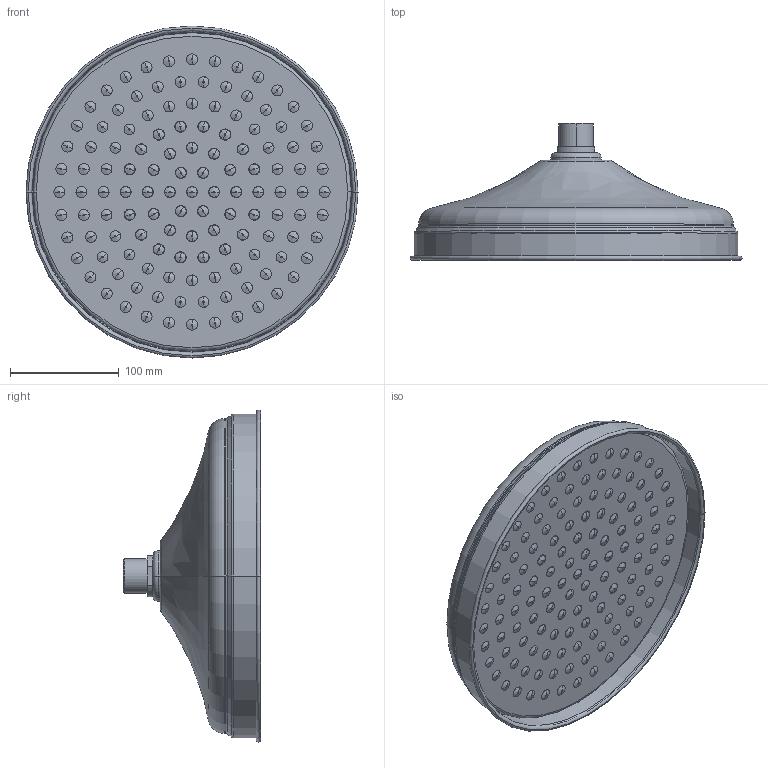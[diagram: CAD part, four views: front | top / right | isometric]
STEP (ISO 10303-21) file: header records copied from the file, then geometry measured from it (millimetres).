
FILE_DESCRIPTION((''),'2;1');
FILE_NAME('2092','2021-03-16T16:28:52',('rsmith'),(''),'CREO PARAMETRIC BY PTC INC, 2018400','CREO PARAMETRIC BY PTC INC, 2018400','');
FILE_SCHEMA(('AUTOMOTIVE_DESIGN { 1 0 10303 214 1 1 1 1 }'));
Length unit declared in the file: inch
Products named in the file (1): 2092
Bounding box: 304.8 x 125.8 x 304.8 mm (x, y, z)
Volume: 354561.6 mm3; surface area: 532156.1 mm2
Topology: 1 solids, 2 shells, 1079 faces, 2422 edges, 1354 vertices
Faces by surface type: cone 528, cylinder 292, torus 234, plane 21, bspline 4
Entity records: 38004 total; most frequent: DIRECTION 6160, CARTESIAN_POINT 4965, ORIENTED_EDGE 4844, AXIS2_PLACEMENT_3D 2663, PRESENTATION_STYLE_ASSIGNMENT 2425, STYLED_ITEM 2425, CURVE_STYLE 2422, EDGE_CURVE 2422
